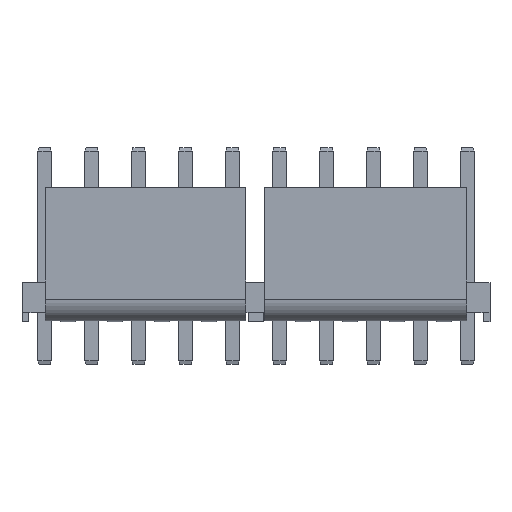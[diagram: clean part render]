
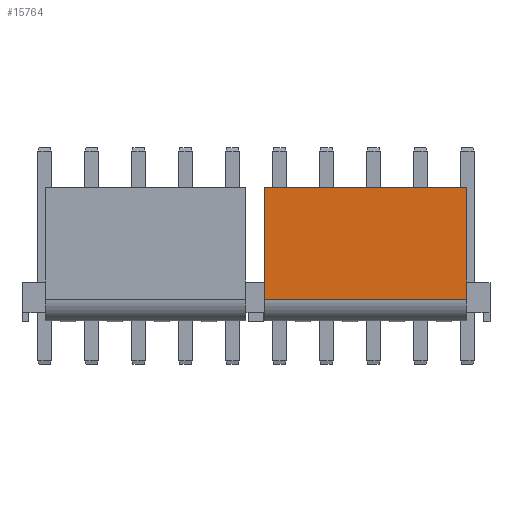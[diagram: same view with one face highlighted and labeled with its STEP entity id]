
A CAD part, front view. The second image highlights one B-rep face of the part: STEP entity #15764.
In plain terms, the highlighted planar face has unit normal (0, -1, 0).
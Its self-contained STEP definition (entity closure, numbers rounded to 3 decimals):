
#2556 = PLANE('',#2557);
#2557 = AXIS2_PLACEMENT_3D('',#2558,#2559,#2560);
#2558 = CARTESIAN_POINT('',(35.565,-4.9,13.935));
#2559 = DIRECTION('',(-1.,0.,0.));
#2560 = DIRECTION('',(-0.,0.,-1.));
#3058 = PLANE('',#3059);
#3059 = AXIS2_PLACEMENT_3D('',#3060,#3061,#3062);
#3060 = CARTESIAN_POINT('',(18.537,-4.9,-0.695));
#3061 = DIRECTION('',(1.,0.,0.));
#3062 = DIRECTION('',(0.,0.,1.));
#9126 = EDGE_CURVE('',#9127,#9129,#9131,.T.);
#9127 = VERTEX_POINT('',#9128);
#9128 = CARTESIAN_POINT('',(18.537,-4.9,1.91));
#9129 = VERTEX_POINT('',#9130);
#9130 = CARTESIAN_POINT('',(18.537,-4.9,11.33));
#9131 = SURFACE_CURVE('',#9132,(#9136,#9143),.PCURVE_S1.);
#9132 = LINE('',#9133,#9134);
#9133 = CARTESIAN_POINT('',(18.537,-4.9,-0.695));
#9134 = VECTOR('',#9135,1.);
#9135 = DIRECTION('',(0.,0.,1.));
#9136 = PCURVE('',#3058,#9137);
#9137 = DEFINITIONAL_REPRESENTATION('',(#9138),#9142);
#9138 = LINE('',#9139,#9140);
#9139 = CARTESIAN_POINT('',(0.,0.));
#9140 = VECTOR('',#9141,1.);
#9141 = DIRECTION('',(1.,0.));
#9142 = ( GEOMETRIC_REPRESENTATION_CONTEXT(2)
PARAMETRIC_REPRESENTATION_CONTEXT() REPRESENTATION_CONTEXT('2D SPACE',''
) );
#9143 = PCURVE('',#9144,#9149);
#9144 = PLANE('',#9145);
#9145 = AXIS2_PLACEMENT_3D('',#9146,#9147,#9148);
#9146 = CARTESIAN_POINT('',(37.545,-4.9,11.33));
#9147 = DIRECTION('',(0.,-1.,0.));
#9148 = DIRECTION('',(-0.,0.,-1.));
#9149 = DEFINITIONAL_REPRESENTATION('',(#9150),#9154);
#9150 = LINE('',#9151,#9152);
#9151 = CARTESIAN_POINT('',(12.025,-19.008));
#9152 = VECTOR('',#9153,1.);
#9153 = DIRECTION('',(-1.,0.));
#9154 = ( GEOMETRIC_REPRESENTATION_CONTEXT(2)
PARAMETRIC_REPRESENTATION_CONTEXT() REPRESENTATION_CONTEXT('2D SPACE',''
) );
#9173 = CYLINDRICAL_SURFACE('',#9174,1.948);
#9174 = AXIS2_PLACEMENT_3D('',#9175,#9176,#9177);
#9175 = CARTESIAN_POINT('',(37.545,-2.953,1.947));
#9176 = DIRECTION('',(1.,0.,0.));
#9177 = DIRECTION('',(0.,-1.,
-0.019));
#9405 = PLANE('',#9406);
#9406 = AXIS2_PLACEMENT_3D('',#9407,#9408,#9409);
#9407 = CARTESIAN_POINT('',(37.545,-4.13,11.33));
#9408 = DIRECTION('',(0.,0.,1.));
#9409 = DIRECTION('',(0.,-1.,0.));
#10209 = EDGE_CURVE('',#10210,#10212,#10214,.T.);
#10210 = VERTEX_POINT('',#10211);
#10211 = CARTESIAN_POINT('',(35.565,-4.9,11.33));
#10212 = VERTEX_POINT('',#10213);
#10213 = CARTESIAN_POINT('',(35.565,-4.9,1.91));
#10214 = SURFACE_CURVE('',#10215,(#10219,#10226),.PCURVE_S1.);
#10215 = LINE('',#10216,#10217);
#10216 = CARTESIAN_POINT('',(35.565,-4.9,13.935));
#10217 = VECTOR('',#10218,1.);
#10218 = DIRECTION('',(0.,-0.,-1.));
#10219 = PCURVE('',#2556,#10220);
#10220 = DEFINITIONAL_REPRESENTATION('',(#10221),#10225);
#10221 = LINE('',#10222,#10223);
#10222 = CARTESIAN_POINT('',(0.,0.));
#10223 = VECTOR('',#10224,1.);
#10224 = DIRECTION('',(1.,0.));
#10225 = ( GEOMETRIC_REPRESENTATION_CONTEXT(2)
PARAMETRIC_REPRESENTATION_CONTEXT() REPRESENTATION_CONTEXT('2D SPACE',''
) );
#10226 = PCURVE('',#9144,#10227);
#10227 = DEFINITIONAL_REPRESENTATION('',(#10228),#10232);
#10228 = LINE('',#10229,#10230);
#10229 = CARTESIAN_POINT('',(-2.605,-1.98));
#10230 = VECTOR('',#10231,1.);
#10231 = DIRECTION('',(1.,0.));
#10232 = ( GEOMETRIC_REPRESENTATION_CONTEXT(2)
PARAMETRIC_REPRESENTATION_CONTEXT() REPRESENTATION_CONTEXT('2D SPACE',''
) );
#15764 = ADVANCED_FACE('',(#15765),#9144,.T.);
#15765 = FACE_BOUND('',#15766,.T.);
#15766 = EDGE_LOOP('',(#15767,#15768,#15789,#15790));
#15767 = ORIENTED_EDGE('',*,*,#10209,.F.);
#15768 = ORIENTED_EDGE('',*,*,#15769,.T.);
#15769 = EDGE_CURVE('',#10210,#9129,#15770,.T.);
#15770 = SURFACE_CURVE('',#15771,(#15775,#15782),.PCURVE_S1.);
#15771 = LINE('',#15772,#15773);
#15772 = CARTESIAN_POINT('',(37.545,-4.9,11.33));
#15773 = VECTOR('',#15774,1.);
#15774 = DIRECTION('',(-1.,0.,0.));
#15775 = PCURVE('',#9144,#15776);
#15776 = DEFINITIONAL_REPRESENTATION('',(#15777),#15781);
#15777 = LINE('',#15778,#15779);
#15778 = CARTESIAN_POINT('',(0.,0.));
#15779 = VECTOR('',#15780,1.);
#15780 = DIRECTION('',(0.,-1.));
#15781 = ( GEOMETRIC_REPRESENTATION_CONTEXT(2)
PARAMETRIC_REPRESENTATION_CONTEXT() REPRESENTATION_CONTEXT('2D SPACE',''
) );
#15782 = PCURVE('',#9405,#15783);
#15783 = DEFINITIONAL_REPRESENTATION('',(#15784),#15788);
#15784 = LINE('',#15785,#15786);
#15785 = CARTESIAN_POINT('',(0.77,0.));
#15786 = VECTOR('',#15787,1.);
#15787 = DIRECTION('',(0.,-1.));
#15788 = ( GEOMETRIC_REPRESENTATION_CONTEXT(2)
PARAMETRIC_REPRESENTATION_CONTEXT() REPRESENTATION_CONTEXT('2D SPACE',''
) );
#15789 = ORIENTED_EDGE('',*,*,#9126,.F.);
#15790 = ORIENTED_EDGE('',*,*,#15791,.F.);
#15791 = EDGE_CURVE('',#10212,#9127,#15792,.T.);
#15792 = SURFACE_CURVE('',#15793,(#15797,#15804),.PCURVE_S1.);
#15793 = LINE('',#15794,#15795);
#15794 = CARTESIAN_POINT('',(37.545,-4.9,1.91));
#15795 = VECTOR('',#15796,1.);
#15796 = DIRECTION('',(-1.,0.,0.));
#15797 = PCURVE('',#9144,#15798);
#15798 = DEFINITIONAL_REPRESENTATION('',(#15799),#15803);
#15799 = LINE('',#15800,#15801);
#15800 = CARTESIAN_POINT('',(9.42,0.));
#15801 = VECTOR('',#15802,1.);
#15802 = DIRECTION('',(0.,-1.));
#15803 = ( GEOMETRIC_REPRESENTATION_CONTEXT(2)
PARAMETRIC_REPRESENTATION_CONTEXT() REPRESENTATION_CONTEXT('2D SPACE',''
) );
#15804 = PCURVE('',#9173,#15805);
#15805 = DEFINITIONAL_REPRESENTATION('',(#15806),#15810);
#15806 = LINE('',#15807,#15808);
#15807 = CARTESIAN_POINT('',(0.,0.));
#15808 = VECTOR('',#15809,1.);
#15809 = DIRECTION('',(0.,-1.));
#15810 = ( GEOMETRIC_REPRESENTATION_CONTEXT(2)
PARAMETRIC_REPRESENTATION_CONTEXT() REPRESENTATION_CONTEXT('2D SPACE',''
) );
